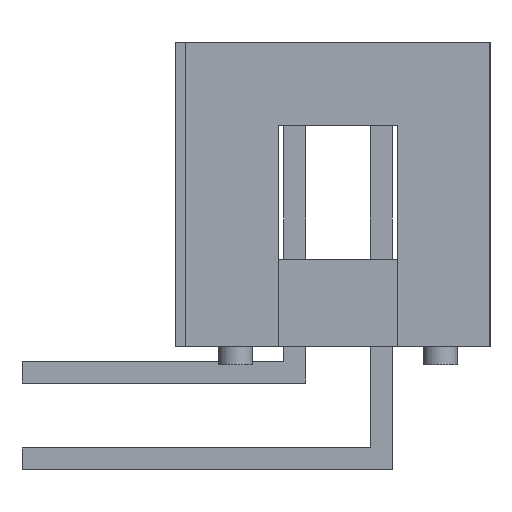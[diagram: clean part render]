
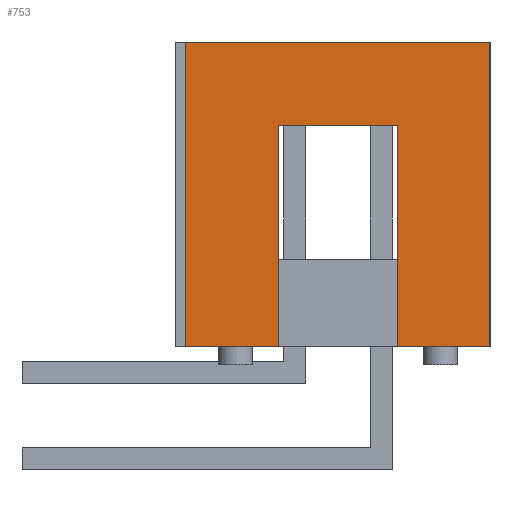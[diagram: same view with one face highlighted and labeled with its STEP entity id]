
A CAD part, left-side view. The second image highlights one B-rep face of the part: STEP entity #753.
In plain terms, the highlighted planar face has unit normal (-1, 0, 0).
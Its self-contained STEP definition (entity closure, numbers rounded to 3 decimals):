
#753=ADVANCED_FACE('',(#1121),#938,.T.);
#938=PLANE('',#4302);
#1121=FACE_OUTER_BOUND('',#1327,.T.);
#1327=EDGE_LOOP('',(#2066,#2067,#2068,#2069,#2070,#2071,#2072,#2073));
#2066=ORIENTED_EDGE('',*,*,#3075,.T.);
#2067=ORIENTED_EDGE('',*,*,#3072,.T.);
#2068=ORIENTED_EDGE('',*,*,#3076,.T.);
#2069=ORIENTED_EDGE('',*,*,#3039,.T.);
#2070=ORIENTED_EDGE('',*,*,#3077,.T.);
#2071=ORIENTED_EDGE('',*,*,#3078,.F.);
#2072=ORIENTED_EDGE('',*,*,#3079,.T.);
#2073=ORIENTED_EDGE('',*,*,#3006,.T.);
#2579=VERTEX_POINT('',#5893);
#2580=VERTEX_POINT('',#5895);
#2605=VERTEX_POINT('',#5961);
#2606=VERTEX_POINT('',#5963);
#2626=VERTEX_POINT('',#6026);
#2627=VERTEX_POINT('',#6027);
#2628=VERTEX_POINT('',#6035);
#2629=VERTEX_POINT('',#6037);
#3006=EDGE_CURVE('',#2580,#2579,#3485,.T.);
#3039=EDGE_CURVE('',#2606,#2605,#3518,.T.);
#3072=EDGE_CURVE('',#2626,#2627,#3551,.T.);
#3075=EDGE_CURVE('',#2579,#2626,#3554,.T.);
#3076=EDGE_CURVE('',#2627,#2606,#3555,.T.);
#3077=EDGE_CURVE('',#2605,#2628,#3556,.T.);
#3078=EDGE_CURVE('',#2629,#2628,#3557,.T.);
#3079=EDGE_CURVE('',#2629,#2580,#3558,.T.);
#3485=LINE('',#5894,#3962);
#3518=LINE('',#5962,#3995);
#3551=LINE('',#6025,#4028);
#3554=LINE('',#6031,#4031);
#3555=LINE('',#6033,#4032);
#3556=LINE('',#6034,#4033);
#3557=LINE('',#6036,#4034);
#3558=LINE('',#6038,#4035);
#3962=VECTOR('',#4933,1.);
#3995=VECTOR('',#4984,1.);
#4028=VECTOR('',#5037,1.);
#4031=VECTOR('',#5042,1.);
#4032=VECTOR('',#5045,1.);
#4033=VECTOR('',#5046,1.);
#4034=VECTOR('',#5047,1.);
#4035=VECTOR('',#5048,1.);
#4302=AXIS2_PLACEMENT_3D('',#6039,#5049,#5050);
#4933=DIRECTION('',(0.,0.,1.));
#4984=DIRECTION('',(0.,0.,1.));
#5037=DIRECTION('',(0.,0.,-1.));
#5042=DIRECTION('',(0.,-1.,0.));
#5045=DIRECTION('',(0.,-1.,0.));
#5046=DIRECTION('',(0.,1.,0.));
#5047=DIRECTION('',(0.,0.,1.));
#5048=DIRECTION('',(0.,-1.,0.));
#5049=DIRECTION('',(-1.,0.,0.));
#5050=DIRECTION('',(0.,-1.,0.));
#5893=CARTESIAN_POINT('',(-10.15,1.75,-2.45));
#5894=CARTESIAN_POINT('',(-10.15,1.75,-8.9));
#5895=CARTESIAN_POINT('',(-10.15,1.75,-8.9));
#5961=CARTESIAN_POINT('',(-10.15,-4.45,0.));
#5962=CARTESIAN_POINT('',(-10.15,-4.45,-8.9));
#5963=CARTESIAN_POINT('',(-10.15,-4.45,-8.9));
#6025=CARTESIAN_POINT('',(-10.15,-1.75,-2.45));
#6026=CARTESIAN_POINT('',(-10.15,-1.75,-2.45));
#6027=CARTESIAN_POINT('',(-10.15,-1.75,-8.9));
#6031=CARTESIAN_POINT('',(-10.15,1.75,-2.45));
#6033=CARTESIAN_POINT('',(-10.15,-1.75,-8.9));
#6034=CARTESIAN_POINT('',(-10.15,-4.45,0.));
#6035=CARTESIAN_POINT('',(-10.15,4.45,0.));
#6036=CARTESIAN_POINT('',(-10.15,4.45,-8.9));
#6037=CARTESIAN_POINT('',(-10.15,4.45,-8.9));
#6038=CARTESIAN_POINT('',(-10.15,4.45,-8.9));
#6039=CARTESIAN_POINT('',(-10.15,4.45,-8.9));
